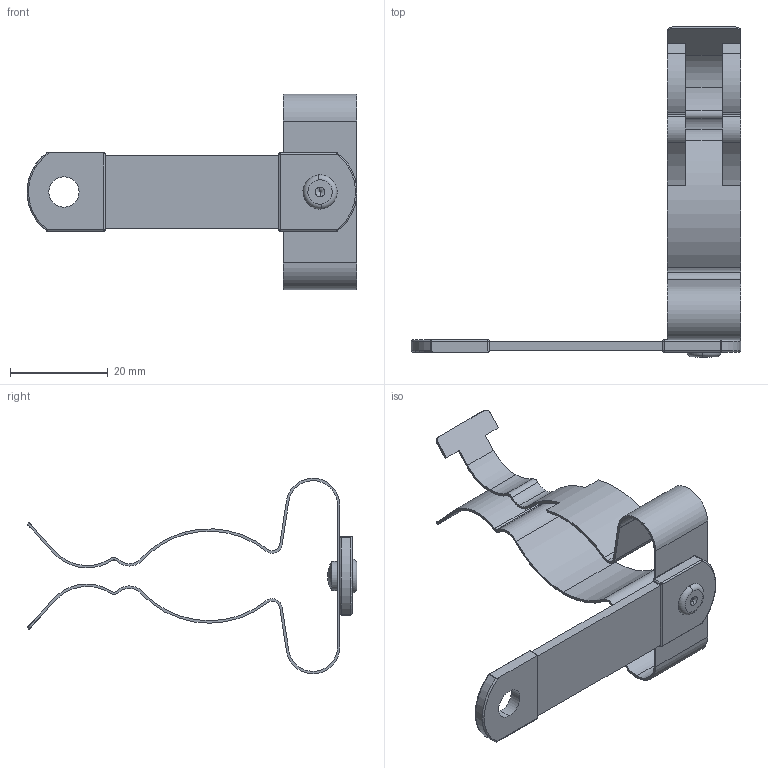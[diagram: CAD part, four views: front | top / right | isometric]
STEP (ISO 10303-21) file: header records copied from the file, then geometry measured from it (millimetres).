
FILE_DESCRIPTION (( 'STEP AP214' ), '1' );
FILE_NAME ('1012-021.STEP', '2023-12-08T12:58:37', ( '' ), ( '' ), 'SwSTEP 2.0', 'SolidWorks 2022', '' );
FILE_SCHEMA (( 'AUTOMOTIVE_DESIGN' ));
Length unit declared in the file: millimetre
Products named in the file (4): 1012-001; 5-KT01600500406; 4x2,5_3mm Blechstärke; 1012-021
Assembly tree (3 placements, depth 2):
  1012-021
    5-KT01600500406
    1012-001
    4x2,5_3mm Blechstärke
Bounding box: 67.43 x 67.5 x 39.99 mm (x, y, z)
Volume: 3600.3 mm3; surface area: 8150.6 mm2
Topology: 3 solids, 3 shells, 140 faces, 368 edges, 221 vertices
Faces by surface type: cylinder 75, plane 41, sphere 16, torus 8
Entity records: 4578 total; most frequent: DIRECTION 825, CARTESIAN_POINT 730, ORIENTED_EDGE 704, EDGE_CURVE 352, AXIS2_PLACEMENT_3D 330, VERTEX_POINT 221, CIRCLE 184, VECTOR 165
